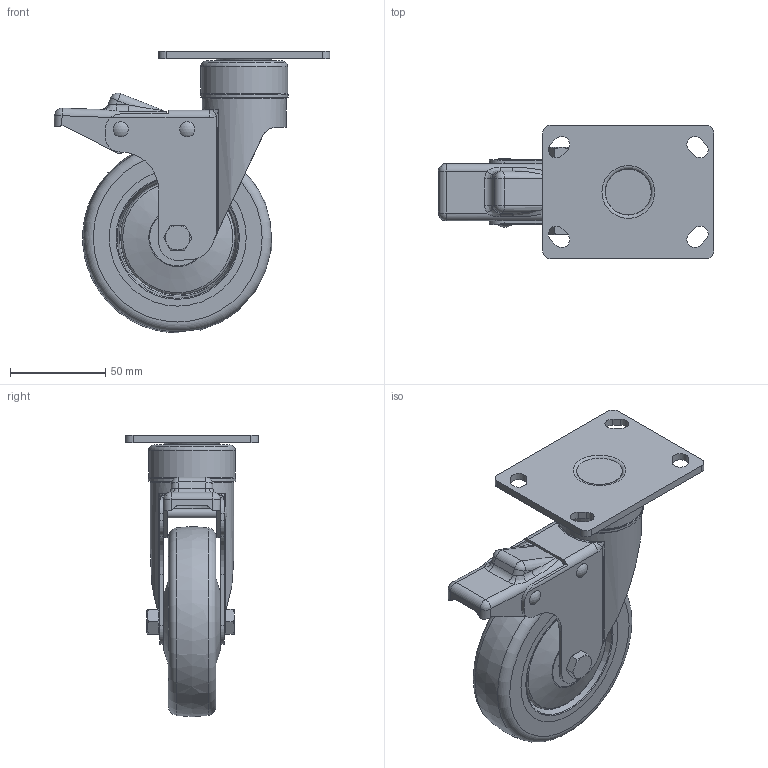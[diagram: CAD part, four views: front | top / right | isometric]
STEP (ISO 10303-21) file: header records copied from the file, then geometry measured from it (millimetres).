
FILE_DESCRIPTION((''),'2;1');
FILE_NAME('519900.stp','2014-03-03T20:43:48',('Honza'),(''),'Autodesk Inventor 2011','Autodesk Inventor 2011','');
FILE_SCHEMA(('AUTOMOTIVE_DESIGN { 1 0 10303 214 1 1 1 1 }'));
Length unit declared in the file: millimetre
Products named in the file (12): 519900; 519900-točna-deska; 519900-víčko; 519900-brzda; 509901-vložka; 509901-ráfek; 509901-obruč; 519900-nosič; 509901-čep; 519900-nýt; DIN 933 - nahrazený DIN EN 24017 M8  x 40; DIN EN 24032 M8
Assembly tree (13 placements, depth 2):
  519900
    519900-točna-deska
    519900-víčko  x2
    519900-brzda
    509901-vložka
    509901-ráfek
    509901-obruč
    519900-nosič
    509901-čep
    519900-nýt  x2
    DIN 933 - nahrazený DIN EN 24017 M8  x 40
    DIN EN 24032 M8
Bounding box: 144.97 x 70 x 148 mm (x, y, z)
Volume: 217882.7 mm3; surface area: 115521.1 mm2
Topology: 13 solids, 13 shells, 431 faces, 985 edges, 606 vertices
Faces by surface type: plane 190, cylinder 136, torus 44, cone 29, bspline 21, sphere 11
Full cylindrical faces by diameter (mm): 3 x2, 5 x8, 6 x2, 6.5 x2, 6.647 x1, 7.323 x1, 8 x1, 8.2 x3, 11 x1, 11.4 x1, 12 x2, 12.4 x1, 14 x2, 16 x1, 17 x1, 18 x1, 20 x2, 24 x1, 33 x1, 40 x2, 43.6 x1, 44 x2, 45.6 x1, 46 x1, 59.2 x2, 60 x2, 70 x2, 72 x4
Entity records: 12205 total; most frequent: CARTESIAN_POINT 2822, DIRECTION 1986, ORIENTED_EDGE 1662, EDGE_CURVE 831, AXIS2_PLACEMENT_3D 811, EDGE_LOOP 582, VERTEX_POINT 575, FACE_OUTER_BOUND 411
